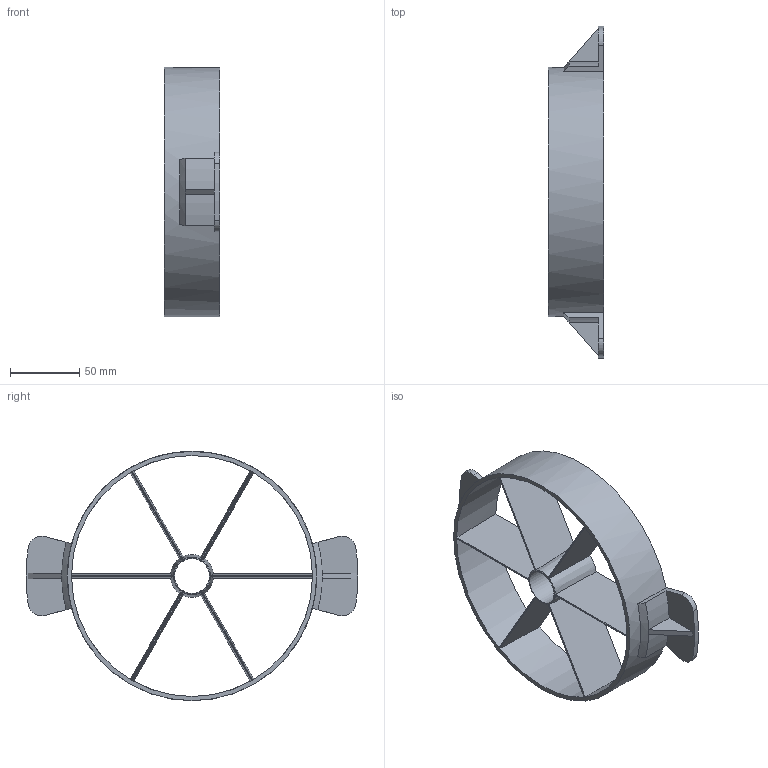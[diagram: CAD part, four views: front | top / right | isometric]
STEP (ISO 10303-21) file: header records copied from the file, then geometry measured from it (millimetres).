
FILE_DESCRIPTION(/* description */ (''),/* implementation_level */ '2;1');
FILE_NAME(/* name */ 'apple slicer.stp',/* time_stamp */ '2017-04-22T13:44:11+01:00',/* author */ ('dean'),/* organization */ (''),/* preprocessor_version */ 'ST-DEVELOPER v16.13',/* originating_system */ 'Autodesk Inventor 2018',/* authorisation */ '');
FILE_SCHEMA (('AUTOMOTIVE_DESIGN { 1 0 10303 214 3 1 1 }'));
Length unit declared in the file: millimetre
Products named in the file (1): Part3
Bounding box: 40 x 239.61 x 180 mm (x, y, z)
Volume: 131933.4 mm3; surface area: 98805.2 mm2
Topology: 1 solids, 1 shells, 74 faces, 208 edges, 136 vertices
Faces by surface type: plane 42, cylinder 18, cone 14
Full cylindrical faces by diameter (mm): 25 x1, 180 x1
Entity records: 2473 total; most frequent: DIRECTION 448, CARTESIAN_POINT 439, ORIENTED_EDGE 414, EDGE_CURVE 205, AXIS2_PLACEMENT_3D 180, VERTEX_POINT 135, EDGE_LOOP 90, LINE 88
